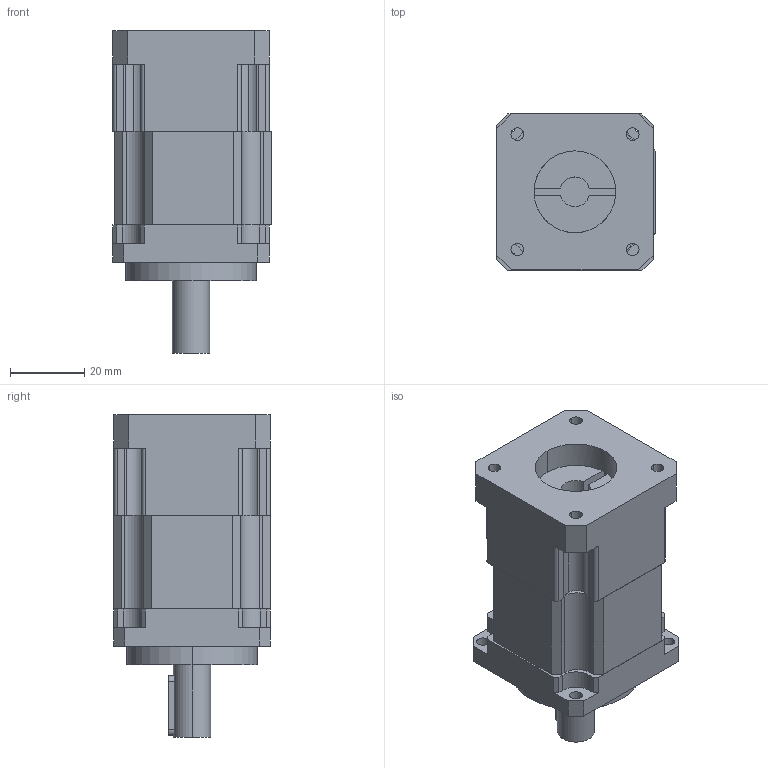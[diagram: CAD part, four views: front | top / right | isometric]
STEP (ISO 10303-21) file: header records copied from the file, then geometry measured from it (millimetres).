
FILE_DESCRIPTION (( 'STEP AP214' ), '1' );
FILE_NAME ('42PT珨撰熬厒.STEP', '2023-07-30T11:11:04', ( '' ), ( '' ), 'SwSTEP 2.0', 'SolidWorks 2021', '' );
FILE_SCHEMA (( 'AUTOMOTIVE_DESIGN' ));
Length unit declared in the file: millimetre
Products named in the file (4): 42PT奻裔; 42PT珨撰厒掀儂旯; 42PT珨撰熬厒; 42PT菁釱
Assembly tree (3 placements, depth 2):
  42PT珨撰熬厒
    42PT奻裔
    42PT珨撰厒掀儂旯
    42PT菁釱
Bounding box: 42.55 x 42 x 86.7 mm (x, y, z)
Volume: 98673.3 mm3; surface area: 23551.4 mm2
Topology: 4 solids, 4 shells, 184 faces, 499 edges, 329 vertices
Faces by surface type: plane 96, cylinder 85, bspline 3
Entity records: 7445 total; most frequent: CARTESIAN_POINT 2621, ORIENTED_EDGE 998, DIRECTION 963, EDGE_CURVE 499, VERTEX_POINT 329, LINE 323, VECTOR 323, AXIS2_PLACEMENT_3D 320
